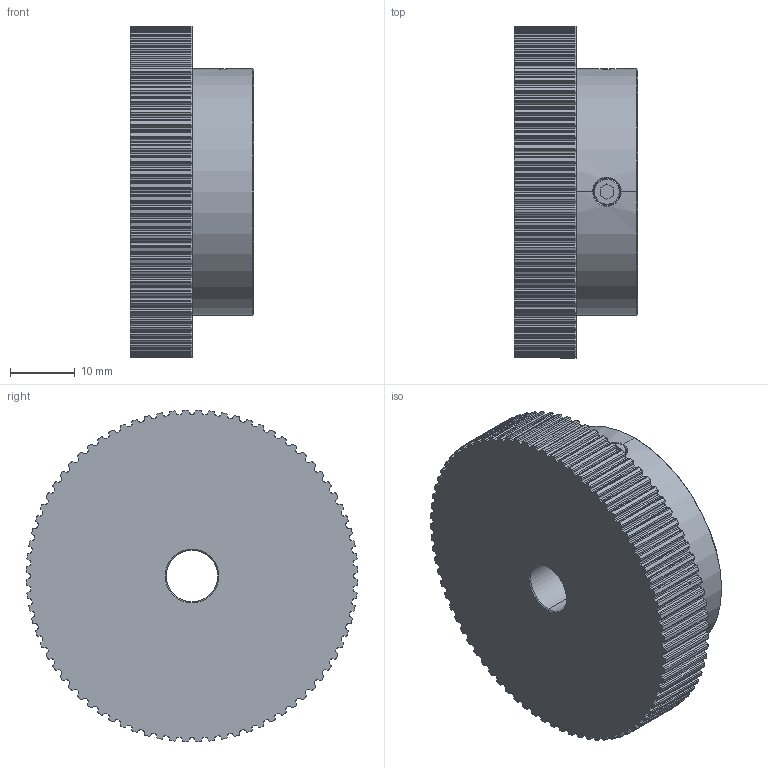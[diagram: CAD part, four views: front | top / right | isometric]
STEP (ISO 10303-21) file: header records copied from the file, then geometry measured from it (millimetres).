
FILE_DESCRIPTION (( 'STEP AP214' ), '1' );
FILE_NAME ('APB80MXL025B-312.step', '2016-06-13T20:59:32', ( '' ), ( '' ), 'SwSTEP 2.0', 'SolidWorks 2016', '' );
FILE_SCHEMA (( 'AUTOMOTIVE_DESIGN' ));
Length unit declared in the file: inch
Products named in the file (1): APB80MXL025B-312
Bounding box: 19.05 x 51.24 x 51.24 mm (x, y, z)
Volume: 28775 mm3; surface area: 8060.7 mm2
Topology: 3 solids, 3 shells, 749 faces, 2214 edges, 1472 vertices
Faces by surface type: cylinder 474, plane 261, cone 10, bspline 4
Entity records: 28792 total; most frequent: CARTESIAN_POINT 7639, DIRECTION 4634, ORIENTED_EDGE 4428, EDGE_CURVE 2214, AXIS2_PLACEMENT_3D 1696, VERTEX_POINT 1472, LINE 1242, VECTOR 1242
